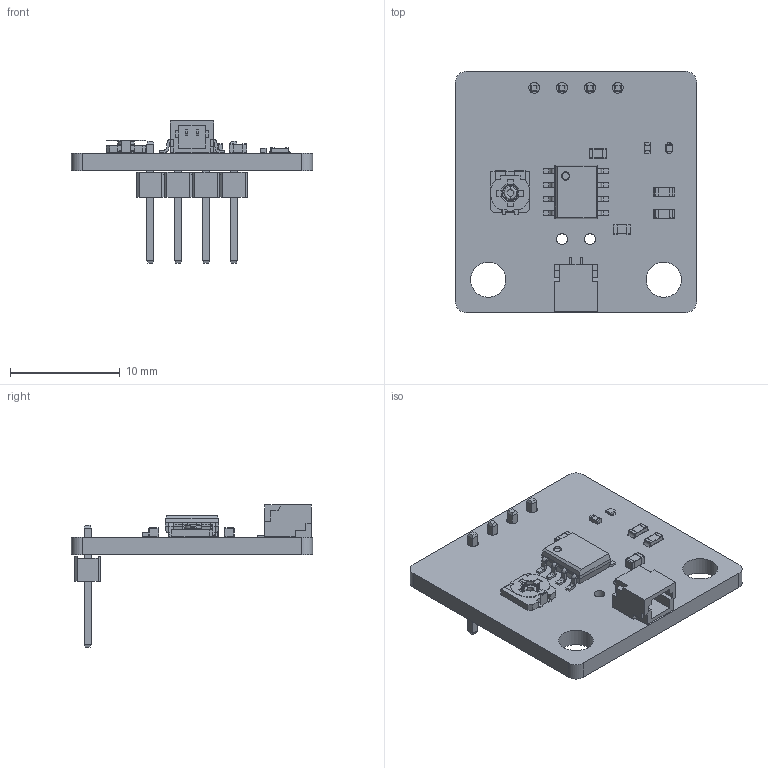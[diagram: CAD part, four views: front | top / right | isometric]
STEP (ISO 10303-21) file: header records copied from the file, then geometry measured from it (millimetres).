
FILE_DESCRIPTION(('KiCad electronic assembly'),'2;1');
FILE_NAME('Simple_sensor_Fire_3D.step','2021-10-18T08:49:46',('Pcbnew'), ('Kicad'),'Open CASCADE STEP processor 7.5','KiCad to STEP converter', 'Unknown');
FILE_SCHEMA(('AUTOMOTIVE_DESIGN { 1 0 10303 214 1 1 1 1 }'));
Length unit declared in the file: millimetre
Products named in the file (18): Simple_sensor_Fire_3D 1; 0603C; COMPOUND; SOIC-8; SOLID; 0603R; 0402R; User Library-TC-33X-2; 0402LED; SM02B-SRSS-TB; 4x_Male_Pin_2.54_mm
Assembly tree (19 placements, depth 3):
  Simple_sensor_Fire_3D 1
    0603C  x2
      COMPOUND
    SOIC-8
      SOLID
    0603R  x2
      SOLID
    0402R
      COMPOUND
    User Library-TC-33X-2
      SOLID
    0402LED
      COMPOUND
    SM02B-SRSS-TB
      SOLID
    4x_Male_Pin_2.54_mm
      COMPOUND
    COMPOUND
Bounding box: 22 x 22 x 12.96 mm (x, y, z)
Volume: 879.3 mm3; surface area: 1648.9 mm2
Topology: 27 solids, 27 shells, 789 faces, 2017 edges, 1262 vertices
Faces by surface type: bspline 771, cylinder 12, plane 6
Full cylindrical faces by diameter (mm): 1 x6, 3.2 x2
Entity records: 43013 total; most frequent: CARTESIAN_POINT 17459, B_SPLINE_CURVE_WITH_KNOTS 4615, ORIENTED_EDGE 3498, PCURVE 3498, DEFINITIONAL_REPRESENTATION 3498, EDGE_CURVE 1749, SURFACE_CURVE 1741, VERTEX_POINT 1122
